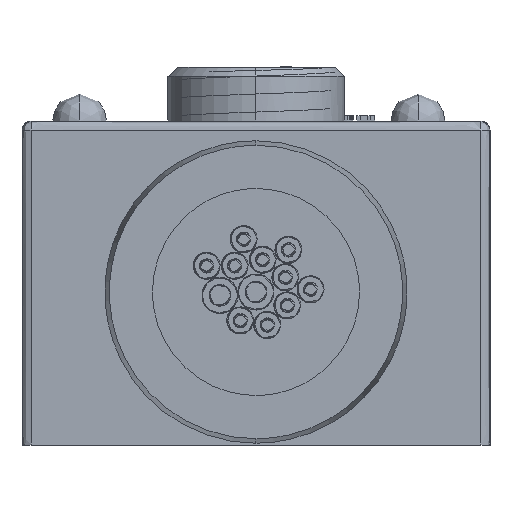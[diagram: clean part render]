
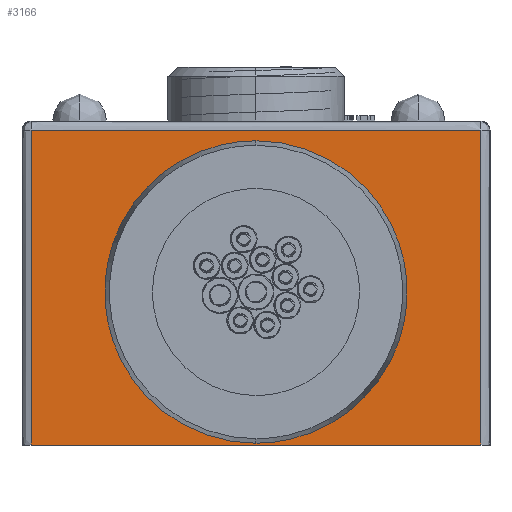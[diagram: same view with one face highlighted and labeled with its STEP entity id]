
A CAD part, left-side view. The second image highlights one B-rep face of the part: STEP entity #3166.
In plain terms, the highlighted free-form (B-spline) face has degree [1, 1] with [2, 2] control points.
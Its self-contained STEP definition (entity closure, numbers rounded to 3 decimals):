
#3001=CARTESIAN_POINT('',(-85.,12.5,-9.));
#3002=VERTEX_POINT('',#3001);
#3003=CARTESIAN_POINT('',(-85.,12.5,8.5));
#3004=VERTEX_POINT('',#3003);
#3005=CARTESIAN_POINT('',(-85.,12.5,-9.));
#3006=CARTESIAN_POINT('',(-85.,12.5,8.5));
#3007=B_SPLINE_CURVE_WITH_KNOTS('',1,(#3005,#3006),.POLYLINE_FORM.,.F.,.U.,(2,2),(0.,1.),.UNSPECIFIED.);
#3008=EDGE_CURVE('',#3002,#3004,#3007,.T.);
#3062=CARTESIAN_POINT('',(-85.,-12.5,-9.));
#3063=VERTEX_POINT('',#3062);
#3070=CARTESIAN_POINT('',(-85.,-12.5,-9.));
#3071=CARTESIAN_POINT('',(-85.,12.5,-9.));
#3072=B_SPLINE_CURVE_WITH_KNOTS('',1,(#3070,#3071),.POLYLINE_FORM.,.F.,.U.,(2,2),(0.,1.),.UNSPECIFIED.);
#3073=EDGE_CURVE('',#3063,#3002,#3072,.T.);
#3123=CARTESIAN_POINT('',(-85.,59.187,-55.187));
#3124=CARTESIAN_POINT('',(-85.,59.187,37.187));
#3125=CARTESIAN_POINT('',(-85.,-33.187,-55.187));
#3126=CARTESIAN_POINT('',(-85.,-33.187,37.187));
#3127=B_SPLINE_SURFACE_WITH_KNOTS('',1,1,((#3123,#3124),(#3125,#3126)),.PLANE_SURF.,.F.,.F.,.U.,(2,2),(2,2),(0.,1.),(0.,1.),.UNSPECIFIED.);
#3128=ORIENTED_EDGE('',*,*,#3073,.F.);
#3129=CARTESIAN_POINT('',(-85.,-12.5,8.5));
#3130=VERTEX_POINT('',#3129);
#3131=CARTESIAN_POINT('',(-85.,-12.5,-9.));
#3132=CARTESIAN_POINT('',(-85.,-12.5,8.5));
#3133=B_SPLINE_CURVE_WITH_KNOTS('',1,(#3131,#3132),.POLYLINE_FORM.,.F.,.U.,(2,2),(0.,1.),.UNSPECIFIED.);
#3134=EDGE_CURVE('',#3063,#3130,#3133,.T.);
#3135=ORIENTED_EDGE('',*,*,#3134,.T.);
#3136=CARTESIAN_POINT('',(-85.,-12.5,8.5));
#3137=CARTESIAN_POINT('',(-85.,12.5,8.5));
#3138=B_SPLINE_CURVE_WITH_KNOTS('',1,(#3136,#3137),.POLYLINE_FORM.,.F.,.U.,(2,2),(0.,1.),.UNSPECIFIED.);
#3139=EDGE_CURVE('',#3130,#3004,#3138,.T.);
#3140=ORIENTED_EDGE('',*,*,#3139,.T.);
#3141=ORIENTED_EDGE('',*,*,#3008,.F.);
#3142=EDGE_LOOP('',(#3128,#3135,#3140,#3141));
#3143=FACE_OUTER_BOUND('',#3142,.T.);
#3144=CARTESIAN_POINT('',(-85.,-7.85,-0.5));
#3145=VERTEX_POINT('',#3144);
#3146=CARTESIAN_POINT('',(-85.,7.85,-0.5));
#3147=VERTEX_POINT('',#3146);
#3148=CARTESIAN_POINT('',(-85.,-7.85,-0.5));
#3149=CARTESIAN_POINT('',(-85.,-7.85,-8.35));
#3150=CARTESIAN_POINT('',(-85.,0.,-8.35));
#3151=CARTESIAN_POINT('',(-85.,7.85,-8.35));
#3152=CARTESIAN_POINT('',(-85.,7.85,-0.5));
#3153=(BOUNDED_CURVE()B_SPLINE_CURVE(2,(#3148,#3149,#3150,#3151,#3152),.CIRCULAR_ARC.,.F.,.U.)B_SPLINE_CURVE_WITH_KNOTS((3,2,3),(0.,0.5,1.),.UNSPECIFIED.)CURVE()GEOMETRIC_REPRESENTATION_ITEM()RATIONAL_B_SPLINE_CURVE((1.,0.707,1.,0.707,1.))REPRESENTATION_ITEM(''));
#3154=EDGE_CURVE('',#3145,#3147,#3153,.T.);
#3155=ORIENTED_EDGE('',*,*,#3154,.T.);
#3156=CARTESIAN_POINT('',(-85.,7.85,-0.5));
#3157=CARTESIAN_POINT('',(-85.,7.85,7.35));
#3158=CARTESIAN_POINT('',(-85.,0.,7.35));
#3159=CARTESIAN_POINT('',(-85.,-7.85,7.35));
#3160=CARTESIAN_POINT('',(-85.,-7.85,-0.5));
#3161=(BOUNDED_CURVE()B_SPLINE_CURVE(2,(#3156,#3157,#3158,#3159,#3160),.CIRCULAR_ARC.,.F.,.U.)B_SPLINE_CURVE_WITH_KNOTS((3,2,3),(0.,0.5,1.),.UNSPECIFIED.)CURVE()GEOMETRIC_REPRESENTATION_ITEM()RATIONAL_B_SPLINE_CURVE((1.,0.707,1.,0.707,1.))REPRESENTATION_ITEM(''));
#3162=EDGE_CURVE('',#3147,#3145,#3161,.T.);
#3163=ORIENTED_EDGE('',*,*,#3162,.T.);
#3164=EDGE_LOOP('',(#3155,#3163));
#3165=FACE_BOUND('',#3164,.T.);
#3166=ADVANCED_FACE('',(#3143,#3165),#3127,.T.);
